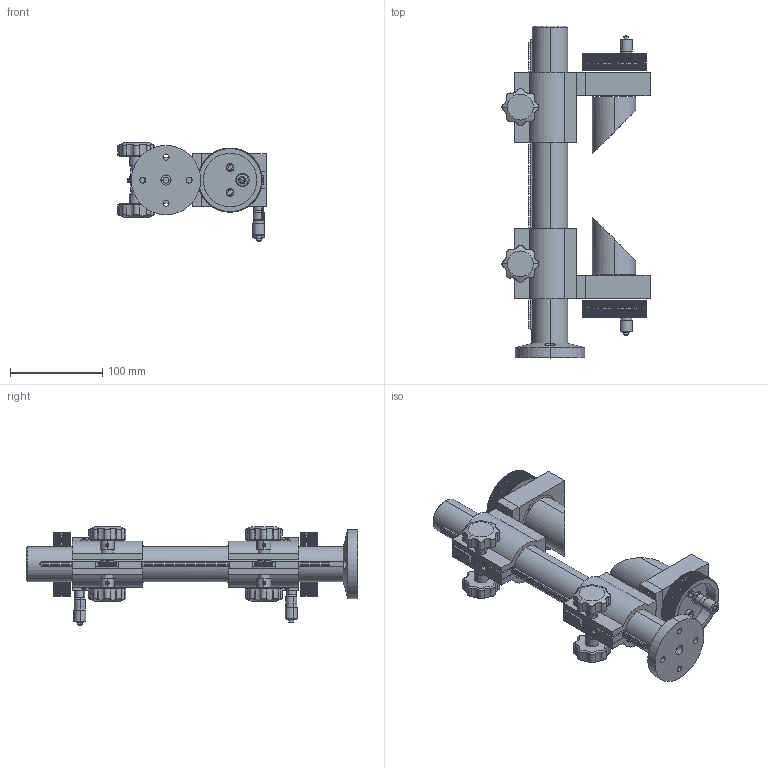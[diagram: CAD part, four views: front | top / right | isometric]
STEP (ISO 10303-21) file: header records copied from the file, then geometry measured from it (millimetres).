
FILE_DESCRIPTION (( 'STEP AP203' ), '1' );
FILE_NAME ('07BSI-3M.STEP', '2021-08-09T06:09:31', ( '' ), ( '' ), 'SwSTEP 2.0', 'SolidWorks 2020', '' );
FILE_SCHEMA (( 'CONFIG_CONTROL_DESIGN' ));
Products named in the file (1): 07BSI-3M
Bounding box: 160.6 x 360 x 106.9 mm (x, y, z)
Surface area: 224790.6 mm2 (no closed solid volume)
Topology: 0 solids, 107 shells, 2169 faces, 10181 edges, 7757 vertices
Faces by surface type: plane 990, cylinder 624, cone 499, torus 46, sphere 10
Entity records: 105491 total; most frequent: CARTESIAN_POINT 26358, DIRECTION 15915, ORIENTED_EDGE 14850, EDGE_CURVE 10153, VERTEX_POINT 7745, LINE 5893, VECTOR 5893, AXIS2_PLACEMENT_3D 5011
